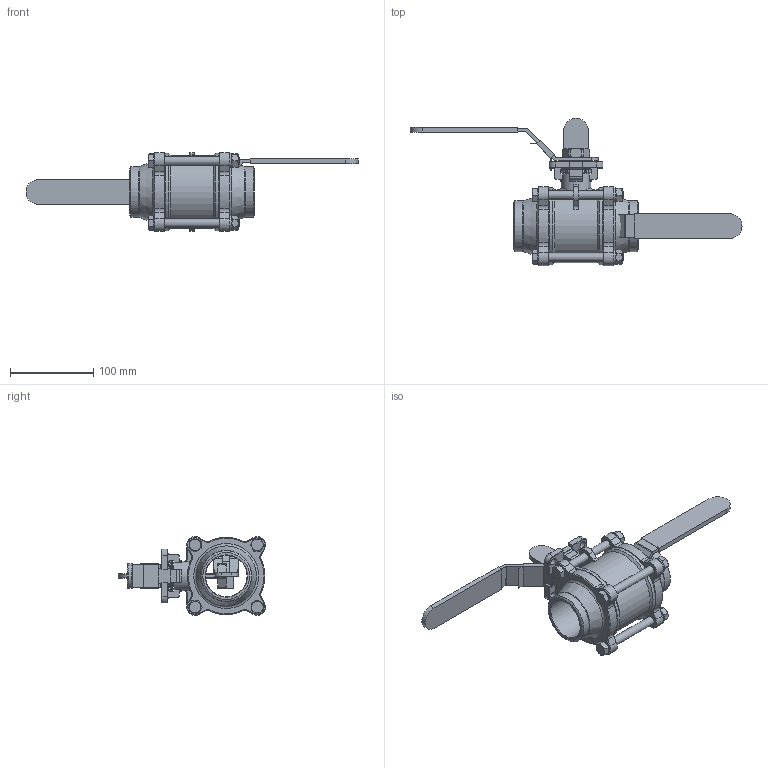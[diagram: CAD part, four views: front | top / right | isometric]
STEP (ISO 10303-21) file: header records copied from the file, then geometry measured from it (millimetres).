
FILE_DESCRIPTION( ( 'Unknown' ), '1' );
FILE_NAME( '8.122G.050.stp', 'Unknown', ( 'Unknown' ), ( 'Unknown' ), 'PSStep 13.0', 'Unknown', ' ' );
FILE_SCHEMA( ( 'AUTOMOTIVE_DESIGN { 1 0 10303 214 1 1 1 1 }' ) );
Length unit declared in the file: millimetre
Products named in the file (7): Hebel 040-050; Assem1; Hebel 040_050; Ummantelung 040_050; Lasche040_050; M18_niedrig; 8.122.050
Bounding box: 400 x 177.45 x 94.92 mm (x, y, z)
Volume: 1344157.3 mm3; surface area: 347910.2 mm2
Topology: 13 solids, 13 shells, 1581 faces, 4070 edges, 2562 vertices
Faces by surface type: plane 692, cylinder 413, bspline 216, torus 156, cone 104
Full cylindrical faces by diameter (mm): 7 x6, 8.34 x2, 9 x8, 10 x16, 10.8 x4, 11 x16, 15.294 x2, 25 x2, 28 x2, 36 x2, 38.6 x4, 40 x2, 50 x2, 61 x4, 88 x2, 93 x8
Entity records: 61957 total; most frequent: CARTESIAN_POINT 38646, ORIENTED_EDGE 3636, DIRECTION 3208, EDGE_CURVE 1818, VERTEX_POINT 1202, AXIS2_PLACEMENT_3D 1155, EDGE_LOOP 944, LINE 898
